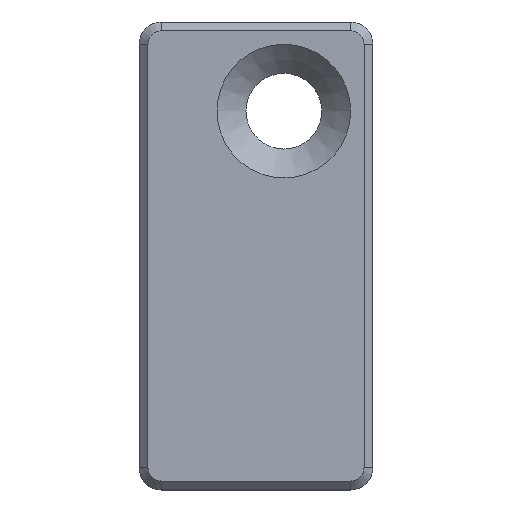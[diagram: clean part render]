
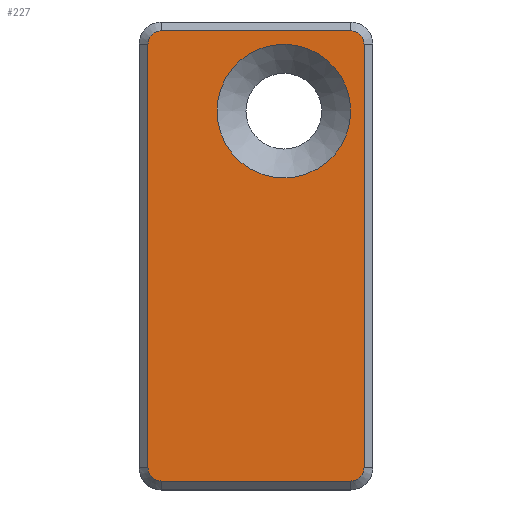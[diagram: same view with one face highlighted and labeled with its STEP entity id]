
A CAD part, top view. The second image highlights one B-rep face of the part: STEP entity #227.
In plain terms, the highlighted planar face has unit normal (0, 0, 1).
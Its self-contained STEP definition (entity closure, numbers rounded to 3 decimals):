
#4 = VERTEX_POINT ( 'NONE', #482 ) ;
#40 = EDGE_CURVE ( 'NONE', #168, #4, #73, .T. ) ;
#55 = EDGE_CURVE ( 'NONE', #215, #725, #845, .T. ) ;
#61 = CARTESIAN_POINT ( 'NONE',  ( 0., -16.6, 1.5 ) ) ;
#73 = CIRCLE ( 'NONE', #135, 0.6 ) ;
#100 = ORIENTED_EDGE ( 'NONE', *, *, #667, .T. ) ;
#116 = AXIS2_PLACEMENT_3D ( 'NONE', #763, #158, #561 ) ;
#120 = VERTEX_POINT ( 'NONE', #684 ) ;
#135 = AXIS2_PLACEMENT_3D ( 'NONE', #475, #141, #817 ) ;
#136 = CIRCLE ( 'NONE', #693, 3. ) ;
#137 = DIRECTION ( 'NONE',  ( 1., 0., 0. ) ) ;
#141 = DIRECTION ( 'NONE',  ( 0., 0., 1. ) ) ;
#153 = DIRECTION ( 'NONE',  ( -1., 0., 0. ) ) ;
#154 = FACE_OUTER_BOUND ( 'NONE', #567, .T. ) ;
#158 = DIRECTION ( 'NONE',  ( 0., 0., -1. ) ) ;
#162 = EDGE_LOOP ( 'NONE', ( #355 ) ) ;
#168 = VERTEX_POINT ( 'NONE', #695 ) ;
#175 = ORIENTED_EDGE ( 'NONE', *, *, #55, .T. ) ;
#195 = CARTESIAN_POINT ( 'NONE',  ( -3., 0., 1.5 ) ) ;
#213 = ORIENTED_EDGE ( 'NONE', *, *, #40, .T. ) ;
#215 = VERTEX_POINT ( 'NONE', #829 ) ;
#218 = DIRECTION ( 'NONE',  ( 0., 1., 0. ) ) ;
#225 = PLANE ( 'NONE',  #116 ) ;
#227 = ADVANCED_FACE ( 'NONE', ( #154, #617 ), #225, .F. ) ;
#228 = CARTESIAN_POINT ( 'NONE',  ( 0., 0., 1.5 ) ) ;
#255 = VECTOR ( 'NONE', #441, 1000. ) ;
#256 = CARTESIAN_POINT ( 'NONE',  ( 3., 3., 1.5 ) ) ;
#264 = CARTESIAN_POINT ( 'NONE',  ( -6.1, -16., 1.5 ) ) ;
#273 = ORIENTED_EDGE ( 'NONE', *, *, #775, .T. ) ;
#276 = CARTESIAN_POINT ( 'NONE',  ( 3., -16., 1.5 ) ) ;
#289 = CIRCLE ( 'NONE', #661, 0.6 ) ;
#317 = DIRECTION ( 'NONE',  ( 0., 0., 1. ) ) ;
#328 = DIRECTION ( 'NONE',  ( -1., 0., 0. ) ) ;
#335 = DIRECTION ( 'NONE',  ( 0., 0., 1. ) ) ;
#351 = ORIENTED_EDGE ( 'NONE', *, *, #549, .T. ) ;
#355 = ORIENTED_EDGE ( 'NONE', *, *, #594, .T. ) ;
#363 = EDGE_CURVE ( 'NONE', #4, #538, #787, .T. ) ;
#377 = CARTESIAN_POINT ( 'NONE',  ( 3., 3.6, 1.5 ) ) ;
#441 = DIRECTION ( 'NONE',  ( -1., 0., 0. ) ) ;
#445 = LINE ( 'NONE', #789, #255 ) ;
#449 = DIRECTION ( 'NONE',  ( -1., 0., 0. ) ) ;
#455 = AXIS2_PLACEMENT_3D ( 'NONE', #797, #317, #574 ) ;
#475 = CARTESIAN_POINT ( 'NONE',  ( -5.5, 3., 1.5 ) ) ;
#482 = CARTESIAN_POINT ( 'NONE',  ( -6.1, 3., 1.5 ) ) ;
#486 = CARTESIAN_POINT ( 'NONE',  ( 3.6, -16., 1.5 ) ) ;
#522 = DIRECTION ( 'NONE',  ( 0., 0., 1. ) ) ;
#538 = VERTEX_POINT ( 'NONE', #264 ) ;
#549 = EDGE_CURVE ( 'NONE', #120, #790, #289, .T. ) ;
#561 = DIRECTION ( 'NONE',  ( -1., 0., 0. ) ) ;
#567 = EDGE_LOOP ( 'NONE', ( #273, #701, #175, #100, #351, #709, #213, #812 ) ) ;
#574 = DIRECTION ( 'NONE',  ( -1., 0., 0. ) ) ;
#594 = EDGE_CURVE ( 'NONE', #822, #822, #136, .T. ) ;
#607 = LINE ( 'NONE', #823, #846 ) ;
#617 = FACE_BOUND ( 'NONE', #162, .T. ) ;
#636 = DIRECTION ( 'NONE',  ( 0., -1., 0. ) ) ;
#660 = VECTOR ( 'NONE', #636, 1000. ) ;
#661 = AXIS2_PLACEMENT_3D ( 'NONE', #256, #522, #328 ) ;
#667 = EDGE_CURVE ( 'NONE', #725, #120, #607, .T. ) ;
#684 = CARTESIAN_POINT ( 'NONE',  ( 3.6, 3., 1.5 ) ) ;
#689 = VERTEX_POINT ( 'NONE', #751 ) ;
#693 = AXIS2_PLACEMENT_3D ( 'NONE', #228, #764, #153 ) ;
#695 = CARTESIAN_POINT ( 'NONE',  ( -5.5, 3.6, 1.5 ) ) ;
#701 = ORIENTED_EDGE ( 'NONE', *, *, #849, .T. ) ;
#709 = ORIENTED_EDGE ( 'NONE', *, *, #792, .T. ) ;
#715 = CARTESIAN_POINT ( 'NONE',  ( -6.1, 0., 1.5 ) ) ;
#720 = CIRCLE ( 'NONE', #455, 0.6 ) ;
#725 = VERTEX_POINT ( 'NONE', #486 ) ;
#751 = CARTESIAN_POINT ( 'NONE',  ( -5.5, -16.6, 1.5 ) ) ;
#763 = CARTESIAN_POINT ( 'NONE',  ( 0., 0., 1.5 ) ) ;
#764 = DIRECTION ( 'NONE',  ( 0., 0., -1. ) ) ;
#775 = EDGE_CURVE ( 'NONE', #538, #689, #720, .T. ) ;
#787 = LINE ( 'NONE', #715, #660 ) ;
#789 = CARTESIAN_POINT ( 'NONE',  ( 0., 3.6, 1.5 ) ) ;
#790 = VERTEX_POINT ( 'NONE', #377 ) ;
#792 = EDGE_CURVE ( 'NONE', #790, #168, #445, .T. ) ;
#796 = AXIS2_PLACEMENT_3D ( 'NONE', #276, #335, #449 ) ;
#797 = CARTESIAN_POINT ( 'NONE',  ( -5.5, -16., 1.5 ) ) ;
#812 = ORIENTED_EDGE ( 'NONE', *, *, #363, .T. ) ;
#817 = DIRECTION ( 'NONE',  ( -1., 0., 0. ) ) ;
#822 = VERTEX_POINT ( 'NONE', #195 ) ;
#823 = CARTESIAN_POINT ( 'NONE',  ( 3.6, 0., 1.5 ) ) ;
#829 = CARTESIAN_POINT ( 'NONE',  ( 3., -16.6, 1.5 ) ) ;
#834 = VECTOR ( 'NONE', #137, 1000. ) ;
#845 = CIRCLE ( 'NONE', #796, 0.6 ) ;
#846 = VECTOR ( 'NONE', #218, 1000. ) ;
#849 = EDGE_CURVE ( 'NONE', #689, #215, #877, .T. ) ;
#877 = LINE ( 'NONE', #61, #834 ) ;
